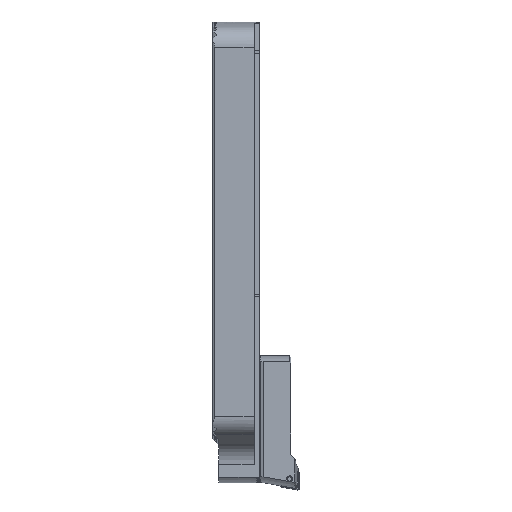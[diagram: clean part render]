
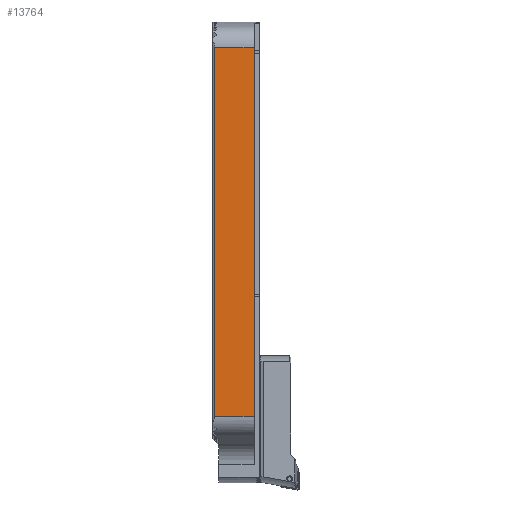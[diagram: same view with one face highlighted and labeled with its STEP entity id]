
A CAD part, front view. The second image highlights one B-rep face of the part: STEP entity #13764.
In plain terms, the highlighted planar face has unit normal (0, -1, 0).
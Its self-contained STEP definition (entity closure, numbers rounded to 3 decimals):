
#885 = ORIENTED_EDGE ( 'NONE', *, *, #10739, .T. ) ;
#4056 = FACE_OUTER_BOUND ( 'NONE', #14422, .T. ) ;
#5832 = DIRECTION ( 'NONE',  ( 1., 0., 0. ) ) ;
#7135 = VERTEX_POINT ( 'NONE', #58668 ) ;
#7214 = VECTOR ( 'NONE', #5832, 1000. ) ;
#10739 = EDGE_CURVE ( 'NONE', #7135, #45576, #32342, .T. ) ;
#13141 = AXIS2_PLACEMENT_3D ( 'NONE', #55235, #60398, #29596 ) ;
#13764 = ADVANCED_FACE ( 'NONE', ( #4056 ), #19279, .F. ) ;
#14422 = EDGE_LOOP ( 'NONE', ( #24417, #885, #50589, #22885 ) ) ;
#15755 = LINE ( 'NONE', #24340, #41552 ) ;
#19279 = PLANE ( 'NONE',  #13141 ) ;
#19794 = VERTEX_POINT ( 'NONE', #29490 ) ;
#20020 = DIRECTION ( 'NONE',  ( 0., 0., -1. ) ) ;
#22605 = DIRECTION ( 'NONE',  ( 1., 0., 0. ) ) ;
#22885 = ORIENTED_EDGE ( 'NONE', *, *, #59112, .F. ) ;
#24340 = CARTESIAN_POINT ( 'NONE',  ( -15., -22.5, 162. ) ) ;
#24417 = ORIENTED_EDGE ( 'NONE', *, *, #42523, .F. ) ;
#29490 = CARTESIAN_POINT ( 'NONE',  ( -1.42, -22.5, 149.358 ) ) ;
#29498 = DIRECTION ( 'NONE',  ( 0., 0., 1. ) ) ;
#29596 = DIRECTION ( 'NONE',  ( -1., 0., 0. ) ) ;
#31827 = EDGE_CURVE ( 'NONE', #19794, #45576, #58009, .T. ) ;
#32342 = LINE ( 'NONE', #32918, #46035 ) ;
#32918 = CARTESIAN_POINT ( 'NONE',  ( -15.58, -22.5, 22.662 ) ) ;
#36810 = VERTEX_POINT ( 'NONE', #42930 ) ;
#40485 = CARTESIAN_POINT ( 'NONE',  ( -1.42, -22.5, 0. ) ) ;
#41552 = VECTOR ( 'NONE', #29498, 1000. ) ;
#42523 = EDGE_CURVE ( 'NONE', #7135, #36810, #15755, .T. ) ;
#42930 = CARTESIAN_POINT ( 'NONE',  ( -15., -22.5, 149.358 ) ) ;
#44379 = VECTOR ( 'NONE', #20020, 1000. ) ;
#45576 = VERTEX_POINT ( 'NONE', #62883 ) ;
#46035 = VECTOR ( 'NONE', #22605, 1000. ) ;
#47023 = CARTESIAN_POINT ( 'NONE',  ( -15.58, -22.5, 149.358 ) ) ;
#48259 = LINE ( 'NONE', #47023, #7214 ) ;
#50589 = ORIENTED_EDGE ( 'NONE', *, *, #31827, .F. ) ;
#55235 = CARTESIAN_POINT ( 'NONE',  ( 0.58, -22.5, 162. ) ) ;
#58009 = LINE ( 'NONE', #40485, #44379 ) ;
#58668 = CARTESIAN_POINT ( 'NONE',  ( -15., -22.5, 22.662 ) ) ;
#59112 = EDGE_CURVE ( 'NONE', #36810, #19794, #48259, .T. ) ;
#60398 = DIRECTION ( 'NONE',  ( 0., 1., 0. ) ) ;
#62883 = CARTESIAN_POINT ( 'NONE',  ( -1.42, -22.5, 22.662 ) ) ;
